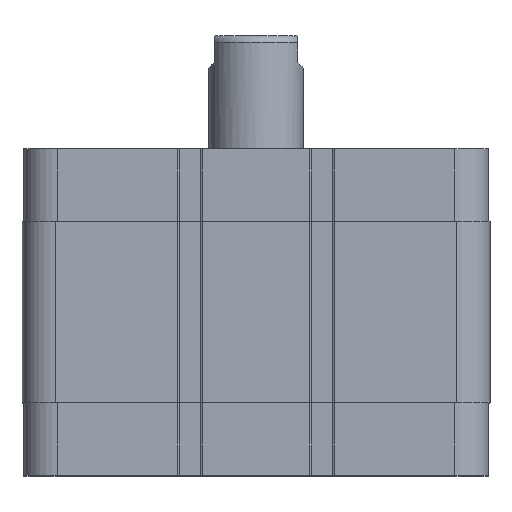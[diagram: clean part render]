
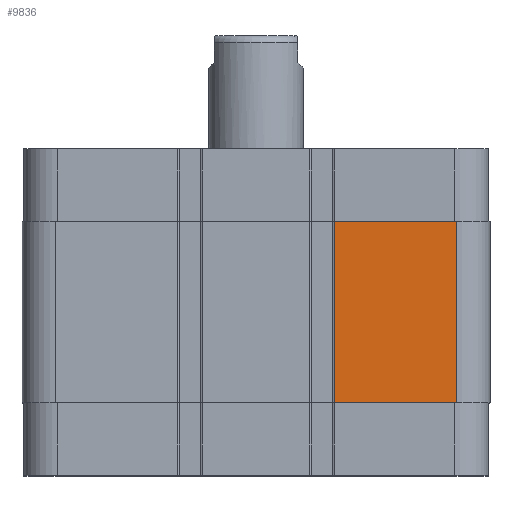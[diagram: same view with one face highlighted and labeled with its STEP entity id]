
A CAD part, top view. The second image highlights one B-rep face of the part: STEP entity #9836.
In plain terms, the highlighted planar face has unit normal (0, 0, 1).
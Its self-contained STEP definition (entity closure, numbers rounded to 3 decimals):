
#6687=CARTESIAN_POINT('',(20.75,24.,62.));
#6688=VERTEX_POINT('',#6687);
#6696=CARTESIAN_POINT('',(53.,24.,62.));
#6697=VERTEX_POINT('',#6696);
#6698=CARTESIAN_POINT('',(53.,24.,62.));
#6699=DIRECTION('',(-1.0,0.0,0.0));
#6700=VECTOR('',#6699,32.25);
#6701=LINE('',#6698,#6700);
#6702=EDGE_CURVE('',#6697,#6688,#6701,.T.);
#9337=CARTESIAN_POINT('',(53.,-24.,62.));
#9338=VERTEX_POINT('',#9337);
#9346=CARTESIAN_POINT('',(20.75,-24.,62.));
#9347=VERTEX_POINT('',#9346);
#9348=CARTESIAN_POINT('',(20.75,-24.,62.));
#9349=DIRECTION('',(1.0,0.0,0.0));
#9350=VECTOR('',#9349,32.25);
#9351=LINE('',#9348,#9350);
#9352=EDGE_CURVE('',#9347,#9338,#9351,.T.);
#9809=CARTESIAN_POINT('',(53.,-24.,62.));
#9810=DIRECTION('',(0.0,1.0,0.0));
#9811=VECTOR('',#9810,48.);
#9812=LINE('',#9809,#9811);
#9813=EDGE_CURVE('',#9338,#6697,#9812,.T.);
#9820=CARTESIAN_POINT('',(53.,0.0,62.));
#9821=DIRECTION('',(0.0,0.0,1.0));
#9822=DIRECTION('',(1.0,0.0,0.0));
#9823=AXIS2_PLACEMENT_3D('',#9820,#9821,#9822);
#9824=PLANE('',#9823);
#9825=ORIENTED_EDGE('',*,*,#6702,.T.);
#9826=CARTESIAN_POINT('',(20.75,-24.,62.));
#9827=DIRECTION('',(0.0,1.0,0.0));
#9828=VECTOR('',#9827,48.);
#9829=LINE('',#9826,#9828);
#9830=EDGE_CURVE('',#9347,#6688,#9829,.T.);
#9831=ORIENTED_EDGE('',*,*,#9830,.F.);
#9832=ORIENTED_EDGE('',*,*,#9352,.T.);
#9833=ORIENTED_EDGE('',*,*,#9813,.T.);
#9834=EDGE_LOOP('',(#9825,#9831,#9832,#9833));
#9835=FACE_OUTER_BOUND('',#9834,.T.);
#9836=ADVANCED_FACE('',(#9835),#9824,.T.);
